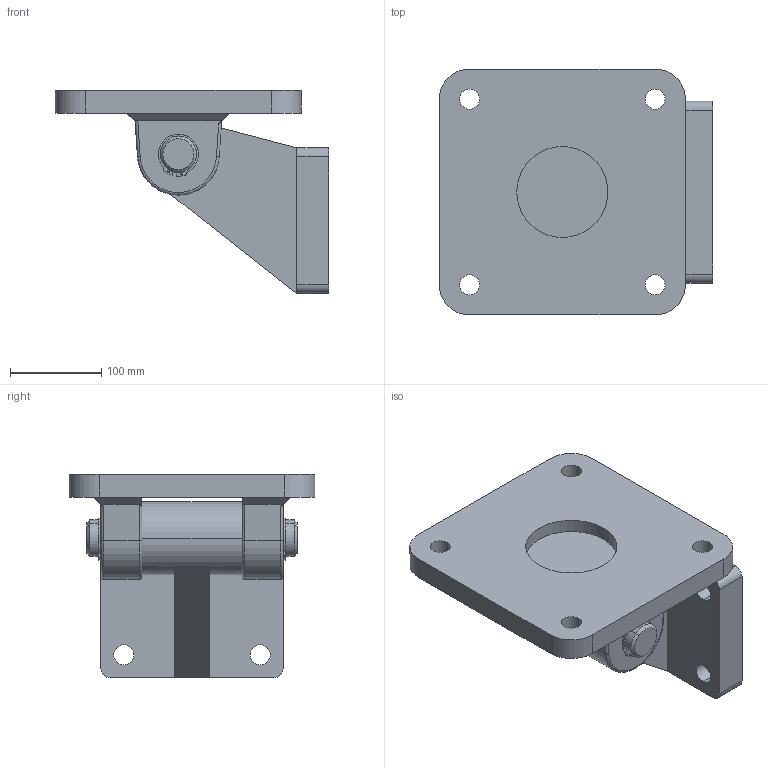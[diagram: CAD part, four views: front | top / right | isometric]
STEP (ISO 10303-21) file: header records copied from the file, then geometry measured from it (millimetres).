
FILE_DESCRIPTION (( 'STEP AP214' ), '1' );
FILE_NAME ('PNS 250 EYB.STEP', '2013-12-16T07:08:58', ( '' ), ( '' ), 'SwSTEP 2.0', 'SolidWorks 2010', '' );
FILE_SCHEMA (( 'AUTOMOTIVE_DESIGN' ));
Length unit declared in the file: millimetre
Products named in the file (5): PNS  250  EB  ; 250  EB  P軲輄Varsay齦an; 40  SEGMAN; 250  YB  ; PNS  250  EYB
Assembly tree (5 placements, depth 2):
  PNS  250  EYB
    40  SEGMAN  x2
    250  EB  P軲輄Varsay齦an
    250  YB  
    PNS  250  EB  
Bounding box: 300 x 270 x 223 mm (x, y, z)
Volume: 4504732.7 mm3; surface area: 430831.1 mm2
Topology: 5 solids, 5 shells, 150 faces, 381 edges, 248 vertices
Faces by surface type: cylinder 88, plane 52, torus 6, cone 4
Entity records: 4131 total; most frequent: DIRECTION 737, CARTESIAN_POINT 689, ORIENTED_EDGE 642, EDGE_CURVE 321, AXIS2_PLACEMENT_3D 288, VERTEX_POINT 208, EDGE_LOOP 161, VECTOR 161
